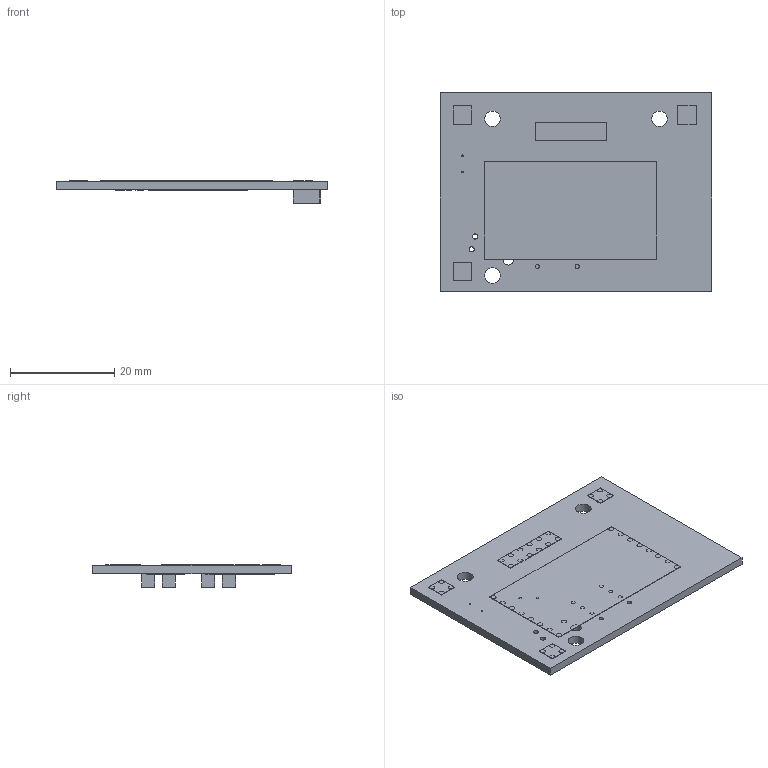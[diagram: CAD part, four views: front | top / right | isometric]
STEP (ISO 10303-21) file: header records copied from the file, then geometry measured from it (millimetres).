
FILE_DESCRIPTION(/* description */ (''),/* implementation_level */ '2;1');
FILE_NAME(/* name */ 'b230005c-4fd2-4fd7-884c-3fc762e56dca.stp',/* time_stamp */ '2019-02-28T20:49:48+00:00',/* author */ (''),/* organization */ (''),/* preprocessor_version */ 'ST-DEVELOPER v17.2',/* originating_system */ 'Autodesk Translation Framework v7.6.0.251',/* authorisation */ '');
FILE_SCHEMA (('AUTOMOTIVE_DESIGN { 1 0 10303 214 3 1 1 }'));
Length unit declared in the file: millimetre
Products named in the file (10): b230005c-4fd2-4fd7-884c-3fc762e56dca; PCB Component; Board; TO229P990X238-4N; 1K Ohm; Optocoupler DIP; 5-2,5; ACM_CASTELLATED; 16P_CONNECTOR; 16P_CONNECTOR_1
Assembly tree (20 placements, depth 3):
  b230005c-4fd2-4fd7-884c-3fc762e56dca
    PCB Component
      Board
      TO229P990X238-4N  x2
      1K Ohm  x6
      Optocoupler DIP
      5-2,5  x4
      ACM_CASTELLATED
      16P_CONNECTOR
      16P_CONNECTOR_1  x3
Bounding box: 52 x 38 x 4.27 mm (x, y, z)
Volume: 3294.5 mm3; surface area: 6728.9 mm2
Topology: 19 solids, 19 shells, 173 faces, 405 edges, 270 vertices
Faces by surface type: plane 114, cylinder 59
Full cylindrical faces by diameter (mm): 0.3 x2, 0.5 x2, 0.8 x8, 1 x43, 2 x1, 3 x3
Entity records: 4003 total; most frequent: DIRECTION 665, CARTESIAN_POINT 592, ORIENTED_EDGE 546, EDGE_CURVE 273, AXIS2_PLACEMENT_3D 255, EDGE_LOOP 225, VERTEX_POINT 182, LINE 155
